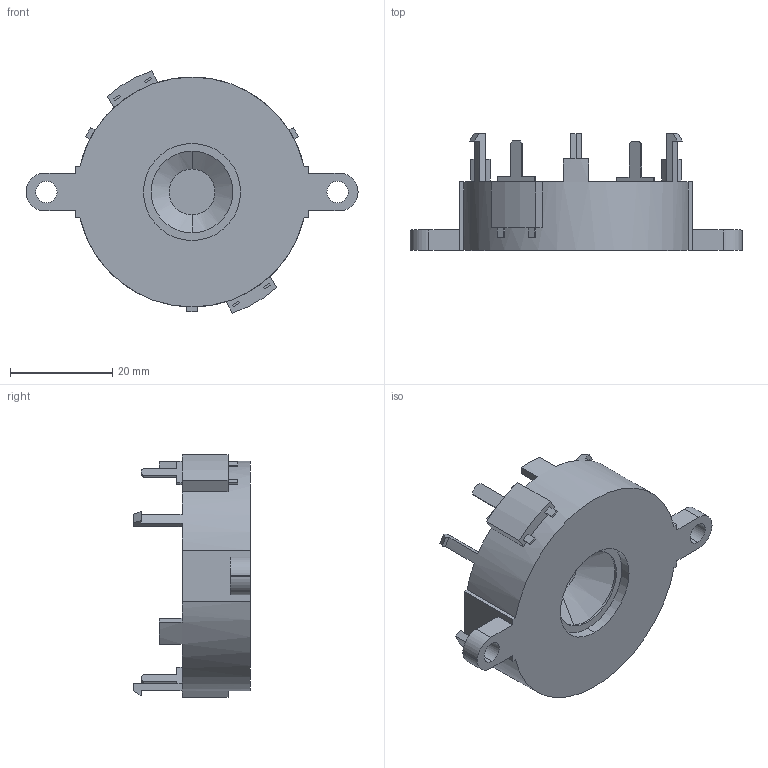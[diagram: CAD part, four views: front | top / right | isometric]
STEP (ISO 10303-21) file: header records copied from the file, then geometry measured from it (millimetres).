
FILE_DESCRIPTION (( 'STEP AP214' ), '1' );
FILE_NAME ('Ïüåçîèçëó÷àòåëü W-25, 25À.STEP', '2024-01-23T09:32:55', ( '' ), ( '' ), 'SwSTEP 2.0', 'SolidWorks 2019', '' );
FILE_SCHEMA (( 'AUTOMOTIVE_DESIGN' ));
Length unit declared in the file: millimetre
Products named in the file (1): Ïüåçîèçëó÷àòåëü W-25, 25À
Bounding box: 65 x 22.9 x 47.43 mm (x, y, z)
Volume: 7523.9 mm3; surface area: 11006.4 mm2
Topology: 1 solids, 1 shells, 132 faces, 347 edges, 228 vertices
Faces by surface type: plane 96, cylinder 32, cone 4
Entity records: 4484 total; most frequent: CARTESIAN_POINT 720, DIRECTION 695, ORIENTED_EDGE 694, EDGE_CURVE 347, LINE 257, VECTOR 257, VERTEX_POINT 228, AXIS2_PLACEMENT_3D 219
